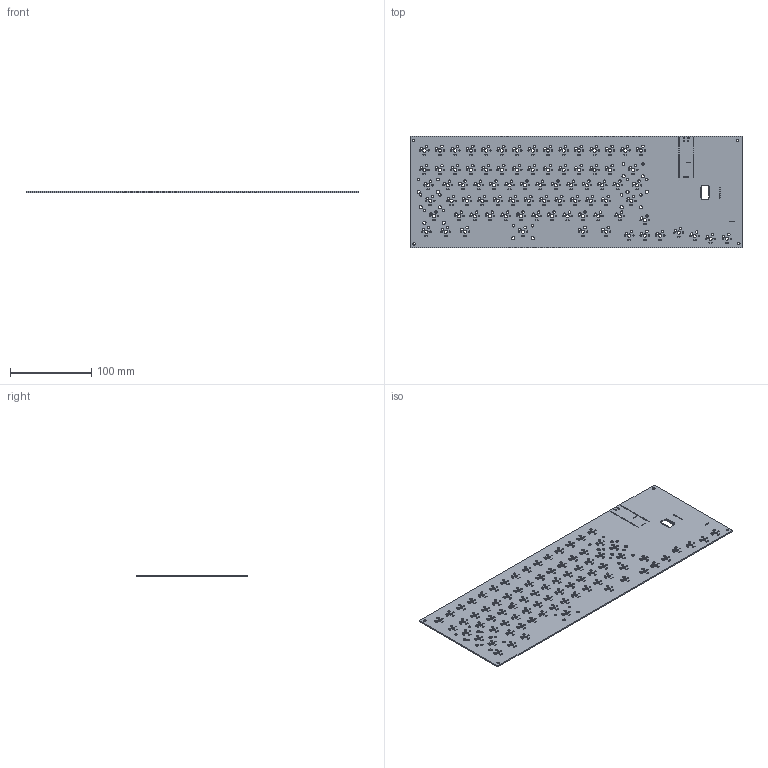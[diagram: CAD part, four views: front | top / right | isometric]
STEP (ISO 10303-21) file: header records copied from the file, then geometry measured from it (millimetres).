
FILE_DESCRIPTION(('KiCad electronic assembly'),'2;1');
FILE_NAME('OOTstag rev2.step','2023-01-22T18:45:50',('Pcbnew'),('Kicad') ,'Open CASCADE STEP processor 7.6','KiCad to STEP converter','Unknown' );
FILE_SCHEMA(('AUTOMOTIVE_DESIGN { 1 0 10303 214 1 1 1 1 }'));
Length unit declared in the file: millimetre
Products named in the file (2): OOTstag rev2 1; OOTstag rev2 PCB
Assembly tree (1 placements, depth 2):
  OOTstag rev2 1
    OOTstag rev2 PCB
Bounding box: 409 x 137 x 1.6 mm (x, y, z)
Volume: 84446.6 mm3; surface area: 114822.7 mm2
Topology: 1 solids, 1 shells, 709 faces, 2121 edges, 1414 vertices
Faces by surface type: cylinder 699, plane 10
Full cylindrical faces by diameter (mm): 0.7 x16, 0.8 x3, 1 x9, 1.02 x43, 1.2 x162, 1.5 x2, 1.702 x162, 1.8 x2, 3 x162, 3.05 x14, 3.2 x4, 3.988 x81, 4 x14
Entity records: 59267 total; most frequent: CARTESIAN_POINT 16904, DIRECTION 7757, ORIENTED_EDGE 4242, PCURVE 4242, DEFINITIONAL_REPRESENTATION 4242, LINE 3539, VECTOR 3539, EDGE_CURVE 2121
